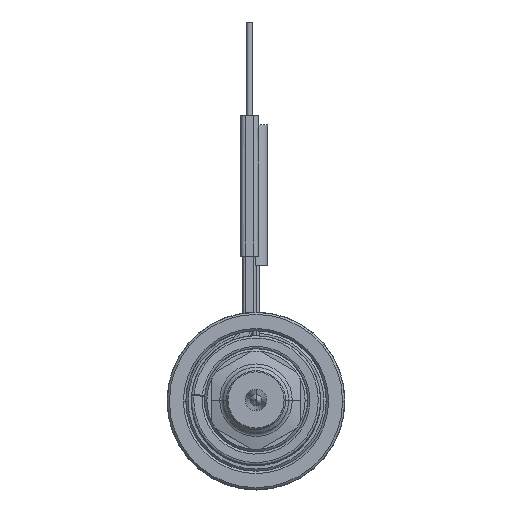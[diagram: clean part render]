
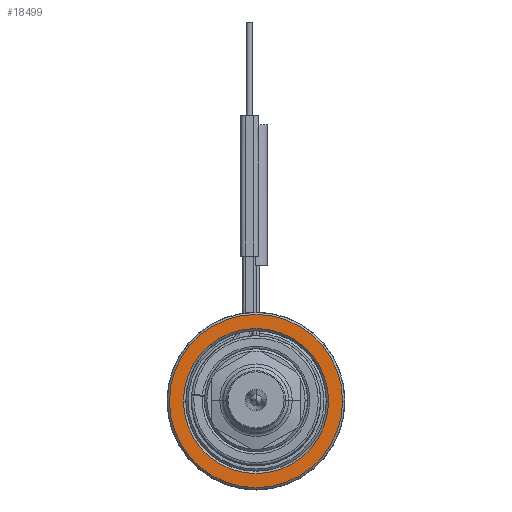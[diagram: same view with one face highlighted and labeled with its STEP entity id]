
A CAD part, top view. The second image highlights one B-rep face of the part: STEP entity #18499.
In plain terms, the highlighted planar face has unit normal (0, 0, 1).
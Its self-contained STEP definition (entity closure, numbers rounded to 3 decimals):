
#7140=CARTESIAN_POINT('',(0.,0.,
35.));
#7141=DIRECTION('',(0.,0.,-1.));
#7142=DIRECTION('',(-1.,0.,0.));
#7143=AXIS2_PLACEMENT_3D('',#7140,#7141,#7142);
#7154=CARTESIAN_POINT('',(0.,0.,
35.));
#7155=DIRECTION('',(0.,0.,-1.));
#7156=DIRECTION('',(1.,0.,0.));
#7157=AXIS2_PLACEMENT_3D('',#7154,#7155,#7156);
#7168=CARTESIAN_POINT('',(0.,0.,35.));
#7169=DIRECTION('',(0.,0.,-1.));
#7170=DIRECTION('',(1.,0.,0.));
#7171=AXIS2_PLACEMENT_3D('',#7168,#7169,#7170);
#7182=CARTESIAN_POINT('',(0.,0.,
35.));
#7183=DIRECTION('',(0.,0.,-1.));
#7184=DIRECTION('',(-1.,0.,0.));
#7185=AXIS2_PLACEMENT_3D('',#7182,#7183,#7184);
#7370=CARTESIAN_POINT('',(18.5,0.,35.));
#7371=CARTESIAN_POINT('',(-18.5,0.,
35.));
#7372=VERTEX_POINT('',#7370);
#7373=VERTEX_POINT('',#7371);
#7374=CARTESIAN_POINT('',(15.5,0.,35.));
#7375=CARTESIAN_POINT('',(-15.5,0.,35.));
#7376=VERTEX_POINT('',#7374);
#7377=VERTEX_POINT('',#7375);
#18484=CARTESIAN_POINT('',(0.,0.,35.));
#18485=DIRECTION('',(0.,0.,1.));
#18486=DIRECTION('',(-1.,0.,0.));
#18487=AXIS2_PLACEMENT_3D('',#18484,#18485,#18486);
#18488=PLANE('',#18487);
#18489=ORIENTED_EDGE('',*,*,#18466,.T.);
#18490=ORIENTED_EDGE('',*,*,#18451,.T.);
#18491=EDGE_LOOP('',(#18489,#18490));
#18492=FACE_OUTER_BOUND('',#18491,.F.);
#18494=ORIENTED_EDGE('',*,*,#18493,.F.);
#18496=ORIENTED_EDGE('',*,*,#18495,.F.);
#18497=EDGE_LOOP('',(#18494,#18496));
#18498=FACE_BOUND('',#18497,.F.);
#7144=CIRCLE('',#7143,18.5);
#7158=CIRCLE('',#7157,18.5);
#7172=CIRCLE('',#7171,15.5);
#7186=CIRCLE('',#7185,15.5);
#18451=EDGE_CURVE('',#7373,#7372,#7144,.T.);
#18466=EDGE_CURVE('',#7372,#7373,#7158,.T.);
#18493=EDGE_CURVE('',#7376,#7377,#7172,.T.);
#18495=EDGE_CURVE('',#7377,#7376,#7186,.T.);
#18499=ADVANCED_FACE('',(#18492,#18498),#18488,.T.);
